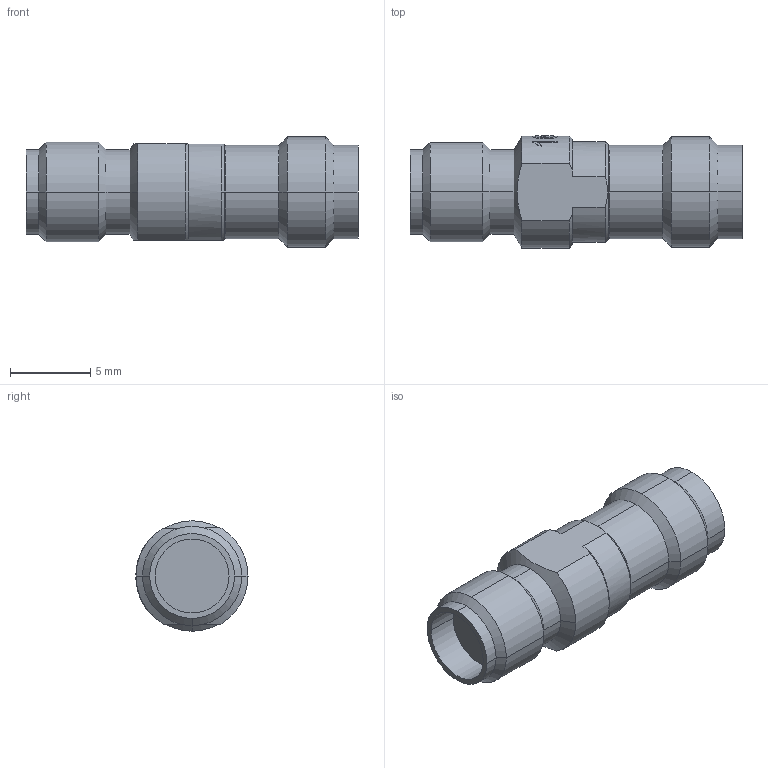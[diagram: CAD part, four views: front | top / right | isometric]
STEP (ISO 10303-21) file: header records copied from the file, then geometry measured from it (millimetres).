
FILE_DESCRIPTION (( 'STEP AP214' ), '1' );
FILE_NAME ('FMAD1652_3D.step', '2023-03-13T20:46:29', ( '' ), ( '' ), 'SwSTEP 2.0', 'SolidWorks 2022', '' );
FILE_SCHEMA (( 'AUTOMOTIVE_DESIGN' ));
Length unit declared in the file: inch
Products named in the file (1): FMAD1652_3D
Bounding box: 20.75 x 7.01 x 6.9 mm (x, y, z)
Volume: 537.2 mm3; surface area: 577.6 mm2
Topology: 1 solids, 1 shells, 118 faces, 299 edges, 192 vertices
Faces by surface type: bspline 41, cylinder 36, plane 21, cone 20
Entity records: 6665 total; most frequent: CARTESIAN_POINT 4101, ORIENTED_EDGE 598, DIRECTION 404, EDGE_CURVE 299, VERTEX_POINT 192, AXIS2_PLACEMENT_3D 166, B_SPLINE_CURVE_WITH_KNOTS 139, EDGE_LOOP 127
